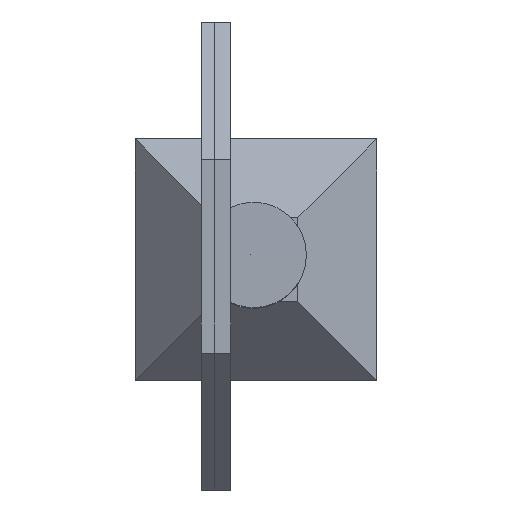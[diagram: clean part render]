
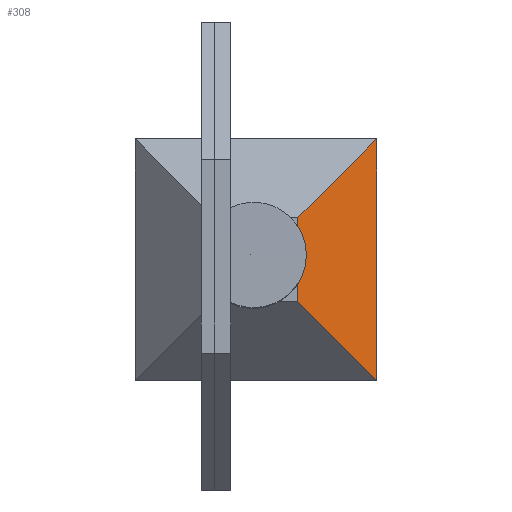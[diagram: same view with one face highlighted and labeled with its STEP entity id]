
A CAD part, top view. The second image highlights one B-rep face of the part: STEP entity #308.
In plain terms, the highlighted planar face has unit normal (0.707, 0, 0.707).
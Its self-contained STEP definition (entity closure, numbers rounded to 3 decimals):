
#164=CARTESIAN_POINT('',(160.95,-216.987,5.944));
#165=VERTEX_POINT('',#164);
#166=CARTESIAN_POINT('',(160.95,-210.682,5.944));
#167=VERTEX_POINT('',#166);
#168=CARTESIAN_POINT('',(160.95,-216.987,5.944));
#169=DIRECTION('',(0.,1.,0.));
#170=VECTOR('',#169,6.306);
#171=LINE('',#168,#170);
#172=EDGE_CURVE('',#165,#167,#171,.T.);
#228=CARTESIAN_POINT('',(166.894,-204.738,0.));
#229=VERTEX_POINT('',#228);
#236=CARTESIAN_POINT('',(166.894,-222.931,0.));
#237=VERTEX_POINT('',#236);
#238=CARTESIAN_POINT('',(166.894,-204.738,0.));
#239=DIRECTION('',(-0.,-1.,-0.));
#240=VECTOR('',#239,18.193);
#241=LINE('',#238,#240);
#242=EDGE_CURVE('',#229,#237,#241,.T.);
#258=CARTESIAN_POINT('',(160.95,-216.987,5.944));
#259=DIRECTION('',(0.577,-0.577,-0.577));
#260=VECTOR('',#259,10.295);
#261=LINE('',#258,#260);
#262=EDGE_CURVE('',#165,#237,#261,.T.);
#292=CARTESIAN_POINT('',(166.903,-213.835,-0.01));
#293=DIRECTION('',(-0.707,0.,-0.707));
#294=DIRECTION('',(-0.,-1.,-0.));
#295=AXIS2_PLACEMENT_3D('',#292,#293,#294);
#296=PLANE('',#295);
#297=ORIENTED_EDGE('',*,*,#262,.T.);
#298=ORIENTED_EDGE('',*,*,#242,.F.);
#299=CARTESIAN_POINT('',(160.95,-210.682,5.944));
#300=DIRECTION('',(0.577,0.577,-0.577));
#301=VECTOR('',#300,10.295);
#302=LINE('',#299,#301);
#303=EDGE_CURVE('',#167,#229,#302,.T.);
#304=ORIENTED_EDGE('',*,*,#303,.F.);
#305=ORIENTED_EDGE('',*,*,#172,.F.);
#306=EDGE_LOOP('',(#297,#298,#304,#305));
#307=FACE_BOUND('',#306,.T.);
#308=ADVANCED_FACE('',(#307),#296,.F.);
